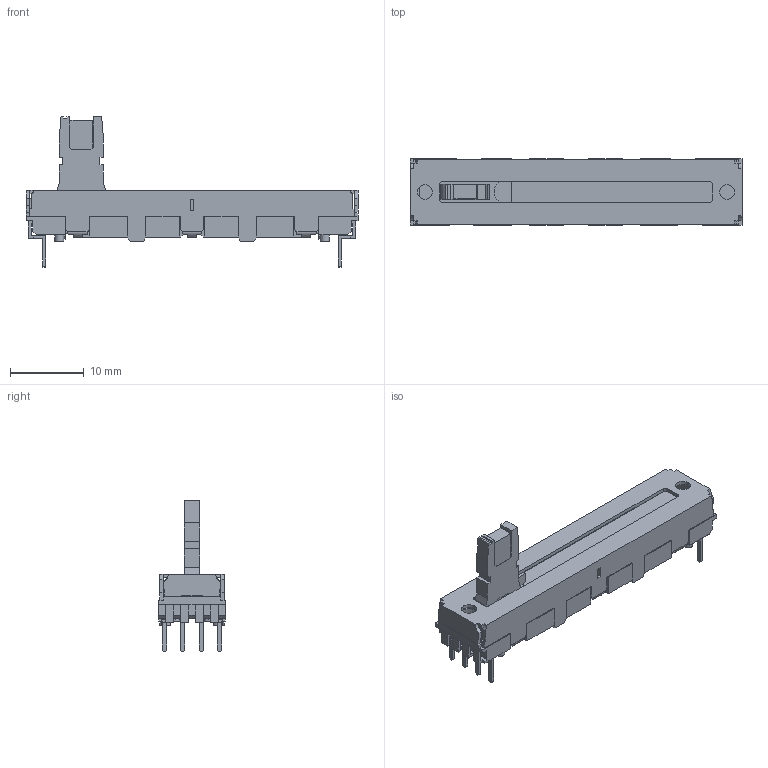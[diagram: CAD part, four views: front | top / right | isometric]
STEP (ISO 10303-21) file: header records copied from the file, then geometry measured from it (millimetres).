
FILE_DESCRIPTION((''),'2;1');
FILE_NAME('PTL30-10R0-103B2.stp','2015-02-13T16:59:58',('kak13012'),(''),'Autodesk Inventor 2010','Autodesk Inventor 2010','');
FILE_SCHEMA(('AUTOMOTIVE_DESIGN { 1 0 10303 214 1 1 1 1 }'));
Length unit declared in the file: millimetre
Products named in the file (1): PTL30-10R0-103B2
Bounding box: 45 x 9 x 20.4 mm (x, y, z)
Volume: 1635.4 mm3; surface area: 2922.9 mm2
Topology: 1 solids, 1 shells, 605 faces, 1709 edges, 1109 vertices
Faces by surface type: plane 504, cylinder 72, bspline 28, cone 1
Full cylindrical faces by diameter (mm): 0.98 x2, 1 x1, 1.2 x4, 1.6 x1, 2 x2
Entity records: 21392 total; most frequent: CARTESIAN_POINT 5257, ORIENTED_EDGE 3396, DIRECTION 3000, EDGE_CURVE 1698, VECTOR 1504, LINE 1504, VERTEX_POINT 1109, AXIS2_PLACEMENT_3D 748
